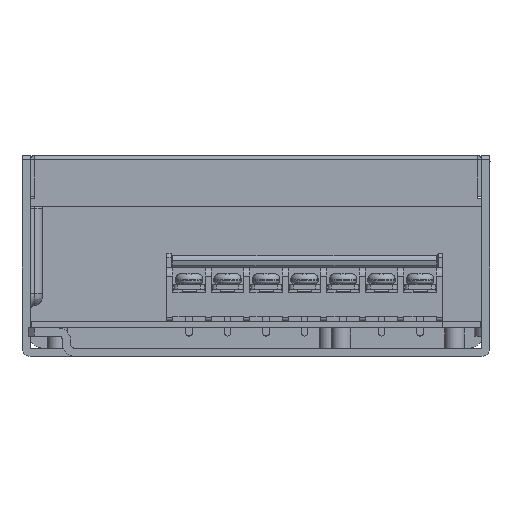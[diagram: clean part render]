
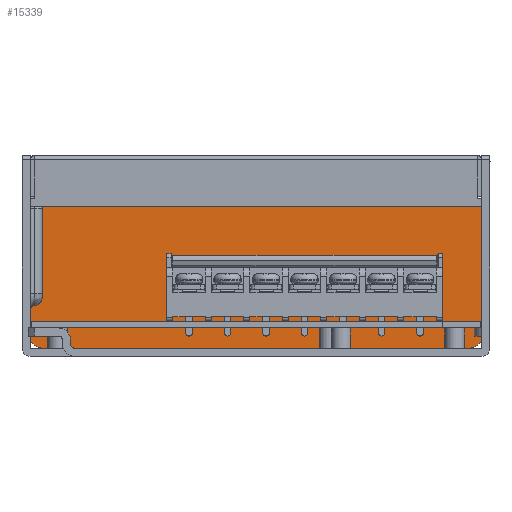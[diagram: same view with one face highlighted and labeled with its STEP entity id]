
A CAD part, left-side view. The second image highlights one B-rep face of the part: STEP entity #15339.
In plain terms, the highlighted planar face has unit normal (-1, 0, 0).
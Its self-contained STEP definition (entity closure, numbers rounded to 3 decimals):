
#3521=PLANE('',#46369);
#5352=FACE_OUTER_BOUND('',#18141,.T.);
#9081=LINE('',#73871,#12851);
#9092=LINE('',#73897,#12862);
#9093=LINE('',#73899,#12863);
#9094=LINE('',#73901,#12864);
#9095=LINE('',#73902,#12865);
#9096=LINE('',#73904,#12866);
#9097=LINE('',#73906,#12867);
#9098=LINE('',#73907,#12868);
#12851=VECTOR('',#56441,1.);
#12862=VECTOR('',#56464,1.);
#12863=VECTOR('',#56467,1.);
#12864=VECTOR('',#56468,1.);
#12865=VECTOR('',#56469,1.);
#12866=VECTOR('',#56470,1.);
#12867=VECTOR('',#56471,1.);
#12868=VECTOR('',#56472,1.);
#15339=ADVANCED_FACE('',(#5352),#3521,.T.);
#18141=EDGE_LOOP('',(#29806,#29807,#29808,#29809,#29810,#29811,#29812,#29813,
#29814,#29815));
#29806=ORIENTED_EDGE('',*,*,#41897,.T.);
#29807=ORIENTED_EDGE('',*,*,#40247,.T.);
#29808=ORIENTED_EDGE('',*,*,#41898,.T.);
#29809=ORIENTED_EDGE('',*,*,#40243,.T.);
#29810=ORIENTED_EDGE('',*,*,#41899,.F.);
#29811=ORIENTED_EDGE('',*,*,#41900,.F.);
#29812=ORIENTED_EDGE('',*,*,#41901,.F.);
#29813=ORIENTED_EDGE('',*,*,#41882,.F.);
#29814=ORIENTED_EDGE('',*,*,#41896,.F.);
#29815=ORIENTED_EDGE('',*,*,#41902,.F.);
#34446=VERTEX_POINT('',#70583);
#34447=VERTEX_POINT('',#70585);
#34450=VERTEX_POINT('',#70592);
#34451=VERTEX_POINT('',#70594);
#35547=VERTEX_POINT('',#73870);
#35548=VERTEX_POINT('',#73872);
#35556=VERTEX_POINT('',#73896);
#35557=VERTEX_POINT('',#73900);
#35558=VERTEX_POINT('',#73903);
#35559=VERTEX_POINT('',#73905);
#40243=EDGE_CURVE('',#34447,#34446,#43162,.T.);
#40247=EDGE_CURVE('',#34451,#34450,#43164,.T.);
#41882=EDGE_CURVE('',#35547,#35548,#9081,.T.);
#41896=EDGE_CURVE('',#35556,#35547,#9092,.T.);
#41897=EDGE_CURVE('',#35557,#34451,#9093,.T.);
#41898=EDGE_CURVE('',#34450,#34447,#9094,.T.);
#41899=EDGE_CURVE('',#35558,#34446,#9095,.T.);
#41900=EDGE_CURVE('',#35559,#35558,#9096,.T.);
#41901=EDGE_CURVE('',#35548,#35559,#9097,.T.);
#41902=EDGE_CURVE('',#35557,#35556,#9098,.T.);
#43162=CIRCLE('',#45783,3.);
#43164=CIRCLE('',#45786,3.);
#45783=AXIS2_PLACEMENT_3D('',#70584,#53676,#53677);
#45786=AXIS2_PLACEMENT_3D('',#70593,#53684,#53685);
#46369=AXIS2_PLACEMENT_3D('',#73908,#56473,#56474);
#53676=DIRECTION('',(-1.,0.,0.));
#53677=DIRECTION('',(0.,0.,1.));
#53684=DIRECTION('',(-1.,0.,0.));
#53685=DIRECTION('',(0.,0.,1.));
#56441=DIRECTION('',(0.,-1.,0.));
#56464=DIRECTION('',(0.,0.,1.));
#56467=DIRECTION('',(0.,0.,-1.));
#56468=DIRECTION('',(0.,-1.,0.));
#56469=DIRECTION('',(0.,0.,-1.));
#56470=DIRECTION('',(0.,-1.,0.));
#56471=DIRECTION('',(0.,0.,-1.));
#56472=DIRECTION('',(0.,-1.,0.));
#56473=DIRECTION('',(-1.,0.,0.));
#56474=DIRECTION('',(0.,0.,1.));
#70583=CARTESIAN_POINT('',(101.,-55.718,5.));
#70584=CARTESIAN_POINT('',(101.,-52.718,5.));
#70585=CARTESIAN_POINT('',(101.,-52.718,2.));
#70592=CARTESIAN_POINT('',(101.,52.782,2.));
#70593=CARTESIAN_POINT('',(101.,52.782,5.));
#70594=CARTESIAN_POINT('',(101.,55.782,5.));
#73870=CARTESIAN_POINT('',(101.,54.78,48.498));
#73871=CARTESIAN_POINT('',(101.,55.782,48.498));
#73872=CARTESIAN_POINT('',(101.,-54.716,48.498));
#73896=CARTESIAN_POINT('',(101.,54.78,39.));
#73897=CARTESIAN_POINT('',(101.,54.78,48.498));
#73899=CARTESIAN_POINT('',(101.,55.782,48.498));
#73900=CARTESIAN_POINT('',(101.,55.782,39.));
#73901=CARTESIAN_POINT('',(101.,55.782,2.));
#73902=CARTESIAN_POINT('',(101.,-55.718,48.498));
#73903=CARTESIAN_POINT('',(101.,-55.718,39.));
#73904=CARTESIAN_POINT('',(101.,55.782,39.));
#73905=CARTESIAN_POINT('',(101.,-54.716,39.));
#73906=CARTESIAN_POINT('',(101.,-54.716,48.498));
#73907=CARTESIAN_POINT('',(101.,55.782,39.));
#73908=CARTESIAN_POINT('',(101.,55.782,48.498));
